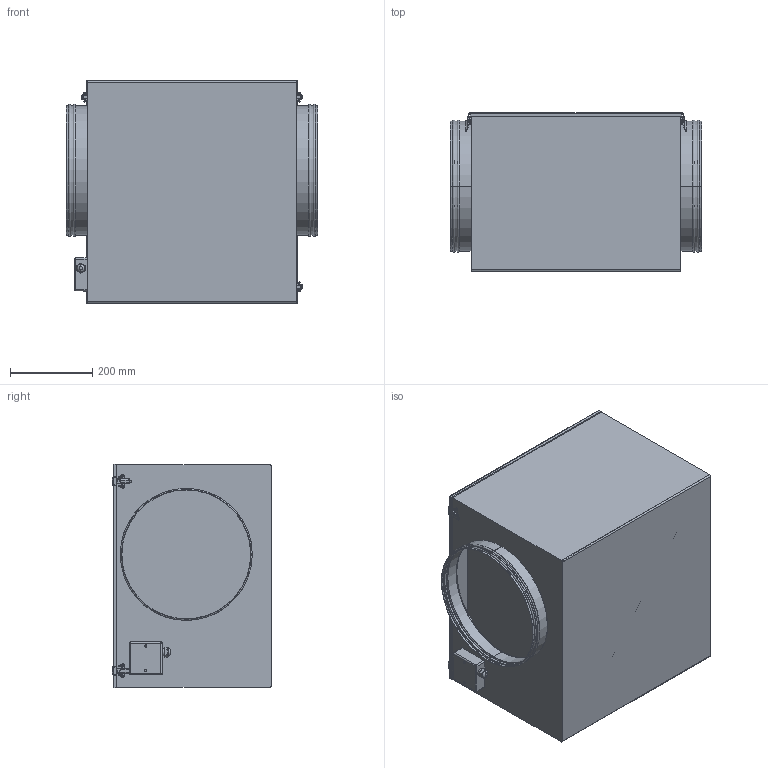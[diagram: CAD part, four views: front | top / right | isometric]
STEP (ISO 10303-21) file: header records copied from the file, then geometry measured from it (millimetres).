
FILE_DESCRIPTION (( 'STEP AP214' ), '1' );
FILE_NAME ('ESR 31-2.STEP', '2009-11-24T18:15:21', ( 'Wolfgang Schmidt' ), ( 'WS-KO' ), 'SwSTEP 2.0', 'SolidWorks 2009', '' );
FILE_SCHEMA (( 'AUTOMOTIVE_DESIGN' ));
Length unit declared in the file: millimetre
Products named in the file (1): ESR 31-2
Bounding box: 610 x 387.11 x 543 mm (x, y, z)
Volume: 7330514.6 mm3; surface area: 3846946.4 mm2
Topology: 16 solids, 16 shells, 575 faces, 1444 edges, 912 vertices
Faces by surface type: cylinder 272, plane 227, torus 66, bspline 6, sphere 4
Entity records: 24700 total; most frequent: CARTESIAN_POINT 3956, DIRECTION 3160, ORIENTED_EDGE 2880, EDGE_CURVE 1440, AXIS2_PLACEMENT_3D 1232, VERTEX_POINT 912, VECTOR 696, LINE 696
